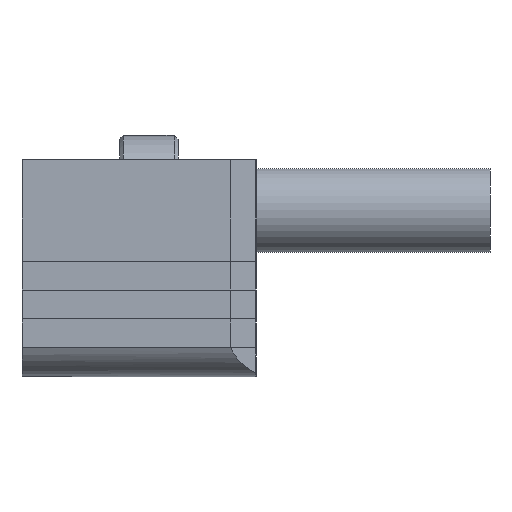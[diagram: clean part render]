
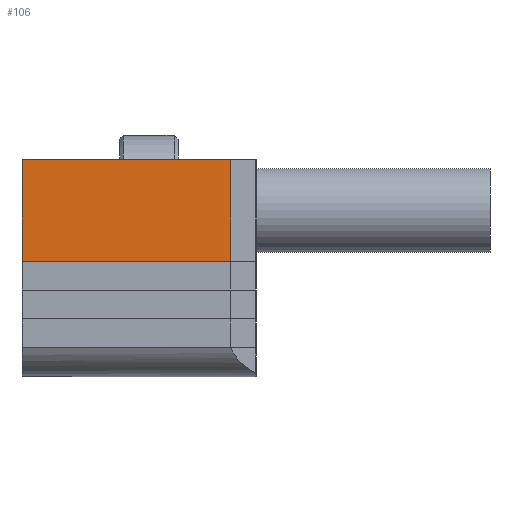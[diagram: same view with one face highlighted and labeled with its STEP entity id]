
A CAD part, left-side view. The second image highlights one B-rep face of the part: STEP entity #106.
In plain terms, the highlighted face is planar.
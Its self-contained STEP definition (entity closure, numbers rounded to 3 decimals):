
#58 = CARTESIAN_POINT ( 'NONE',  ( -2.6, 0., -10. ) ) ;
#106 = ADVANCED_FACE ( 'NONE', ( #947 ), #1586, .T. ) ;
#227 = EDGE_CURVE ( 'NONE', #4213, #1731, #1331, .T. ) ;
#268 = EDGE_CURVE ( 'NONE', #918, #3739, #3379, .T. ) ;
#351 = VECTOR ( 'NONE', #981, 1000. ) ;
#907 = ORIENTED_EDGE ( 'NONE', *, *, #3259, .T. ) ;
#918 = VERTEX_POINT ( 'NONE', #2394 ) ;
#947 = FACE_OUTER_BOUND ( 'NONE', #4308, .T. ) ;
#981 = DIRECTION ( 'NONE',  ( 0., -1., 0. ) ) ;
#1331 = LINE ( 'NONE', #2355, #1901 ) ;
#1358 = ORIENTED_EDGE ( 'NONE', *, *, #3962, .F. ) ;
#1586 = PLANE ( 'NONE',  #3106 ) ;
#1731 = VERTEX_POINT ( 'NONE', #4082 ) ;
#1901 = VECTOR ( 'NONE', #2684, 1000. ) ;
#2093 = ORIENTED_EDGE ( 'NONE', *, *, #227, .T. ) ;
#2156 = CARTESIAN_POINT ( 'NONE',  ( -2.6, -4.2, -10. ) ) ;
#2214 = DIRECTION ( 'NONE',  ( -1., 0., 0. ) ) ;
#2252 = LINE ( 'NONE', #2548, #4114 ) ;
#2292 = DIRECTION ( 'NONE',  ( -1., 0., 0. ) ) ;
#2355 = CARTESIAN_POINT ( 'NONE',  ( 2.6, 0., -10. ) ) ;
#2394 = CARTESIAN_POINT ( 'NONE',  ( -2.6, 6.5, -10. ) ) ;
#2412 = VECTOR ( 'NONE', #2214, 1000. ) ;
#2548 = CARTESIAN_POINT ( 'NONE',  ( 2.6, -4.2, -10. ) ) ;
#2625 = CARTESIAN_POINT ( 'NONE',  ( 2.6, 0., -10. ) ) ;
#2684 = DIRECTION ( 'NONE',  ( 0., -1., 0. ) ) ;
#2721 = CARTESIAN_POINT ( 'NONE',  ( 2.6, 6.5, -10. ) ) ;
#2936 = DIRECTION ( 'NONE',  ( 0., 0., -1. ) ) ;
#2944 = CARTESIAN_POINT ( 'NONE',  ( 2.6, 6.5, -10. ) ) ;
#3017 = ORIENTED_EDGE ( 'NONE', *, *, #268, .F. ) ;
#3106 = AXIS2_PLACEMENT_3D ( 'NONE', #2625, #2936, #2292 ) ;
#3236 = LINE ( 'NONE', #2944, #2412 ) ;
#3259 = EDGE_CURVE ( 'NONE', #1731, #3739, #2252, .T. ) ;
#3379 = LINE ( 'NONE', #58, #351 ) ;
#3739 = VERTEX_POINT ( 'NONE', #2156 ) ;
#3962 = EDGE_CURVE ( 'NONE', #4213, #918, #3236, .T. ) ;
#4082 = CARTESIAN_POINT ( 'NONE',  ( 2.6, -4.2, -10. ) ) ;
#4114 = VECTOR ( 'NONE', #4203, 1000. ) ;
#4203 = DIRECTION ( 'NONE',  ( -1., 0., 0. ) ) ;
#4213 = VERTEX_POINT ( 'NONE', #2721 ) ;
#4308 = EDGE_LOOP ( 'NONE', ( #2093, #907, #3017, #1358 ) ) ;
